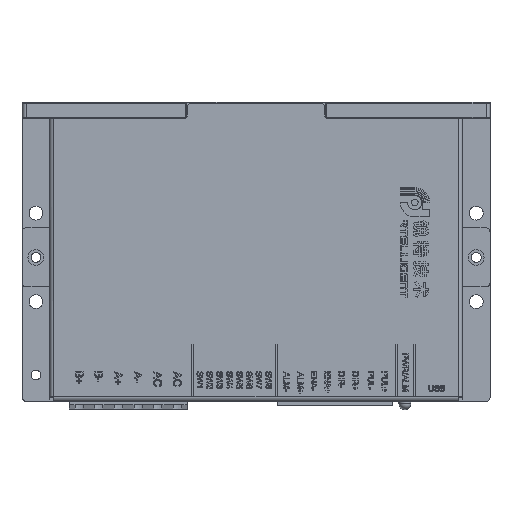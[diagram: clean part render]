
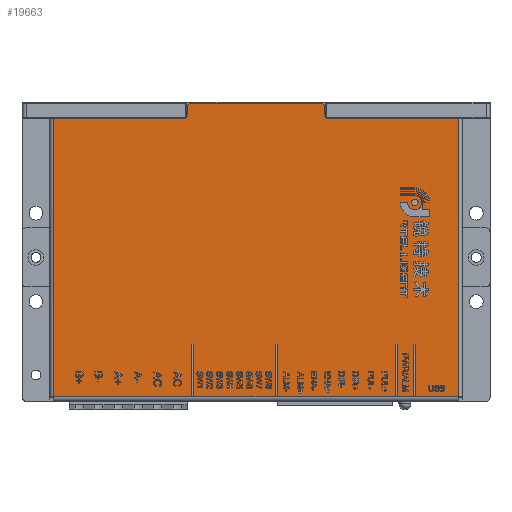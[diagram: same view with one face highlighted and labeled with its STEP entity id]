
A CAD part, top view. The second image highlights one B-rep face of the part: STEP entity #19663.
In plain terms, the highlighted planar face has unit normal (0, 0, 1).
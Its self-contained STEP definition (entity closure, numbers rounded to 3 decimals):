
#4592=DIRECTION('',(1.,0.,0.));
#4593=VECTOR('',#4592,33.4);
#4594=CARTESIAN_POINT('',(-51.425,34.,28.425));
#4595=LINE('',#4594,#4593);
#4678=DIRECTION('',(0.,-1.,0.));
#4679=VECTOR('',#4678,70.9);
#4680=CARTESIAN_POINT('',(-51.425,34.,28.425));
#4681=LINE('',#4680,#4679);
#4686=CARTESIAN_POINT('',(-18.025,34.5,28.425));
#4687=DIRECTION('',(0.,0.,-1.));
#4688=DIRECTION('',(1.,0.,0.));
#4689=AXIS2_PLACEMENT_3D('',#4686,#4687,#4688);
#4691=CARTESIAN_POINT('',(-16.525,36.75,28.425));
#4692=DIRECTION('',(0.,0.,1.));
#4693=DIRECTION('',(0.,1.,0.));
#4694=AXIS2_PLACEMENT_3D('',#4691,#4692,#4693);
#4696=DIRECTION('',(-1.,0.,0.));
#4697=VECTOR('',#4696,33.);
#4698=CARTESIAN_POINT('',(16.475,37.75,28.425));
#4699=LINE('',#4698,#4697);
#4700=CARTESIAN_POINT('',(16.475,36.75,28.425));
#4701=DIRECTION('',(0.,0.,1.));
#4702=DIRECTION('',(1.,0.,0.));
#4703=AXIS2_PLACEMENT_3D('',#4700,#4701,#4702);
#4705=CARTESIAN_POINT('',(17.975,34.5,28.425));
#4706=DIRECTION('',(0.,0.,-1.));
#4707=DIRECTION('',(0.,-1.,0.));
#4708=AXIS2_PLACEMENT_3D('',#4705,#4706,#4707);
#4710=CARTESIAN_POINT('',(-18.025,34.5,28.425));
#4711=DIRECTION('',(0.,0.,-1.));
#4712=DIRECTION('',(0.432,-0.902,0.));
#4713=AXIS2_PLACEMENT_3D('',#4710,#4711,#4712);
#4715=CARTESIAN_POINT('',(-17.85,34.2,28.425));
#4716=DIRECTION('',(0.,0.,-1.));
#4717=DIRECTION('',(0.706,-0.708,0.));
#4718=AXIS2_PLACEMENT_3D('',#4715,#4716,#4717);
#4897=DIRECTION('',(1.,0.,0.));
#4898=VECTOR('',#4897,33.4);
#4899=CARTESIAN_POINT('',(17.975,34.,28.425));
#4900=LINE('',#4899,#4898);
#4905=DIRECTION('',(0.,1.,0.));
#4906=VECTOR('',#4905,70.9);
#4907=CARTESIAN_POINT('',(51.375,-36.9,28.425));
#4908=LINE('',#4907,#4906);
#5109=DIRECTION('',(1.,0.,0.));
#5110=VECTOR('',#5109,102.8);
#5111=CARTESIAN_POINT('',(-51.425,-36.9,28.425));
#5112=LINE('',#5111,#5110);
#7304=DIRECTION('',(0.,-1.,0.));
#7305=VECTOR('',#7304,2.25);
#7306=CARTESIAN_POINT('',(17.475,36.75,28.425));
#7307=LINE('',#7306,#7305);
#7336=DIRECTION('',(0.,1.,0.));
#7337=VECTOR('',#7336,2.25);
#7338=CARTESIAN_POINT('',(-17.525,34.5,28.425));
#7339=LINE('',#7338,#7337);
#10004=CARTESIAN_POINT('',(-51.425,-36.9,28.425));
#10006=VERTEX_POINT('',#10004);
#10022=CARTESIAN_POINT('',(16.475,37.75,28.425));
#10023=CARTESIAN_POINT('',(-16.525,37.75,28.425));
#10024=VERTEX_POINT('',#10022);
#10025=VERTEX_POINT('',#10023);
#10026=CARTESIAN_POINT('',(17.975,34.,28.425));
#10027=CARTESIAN_POINT('',(51.375,34.,28.425));
#10028=VERTEX_POINT('',#10026);
#10029=VERTEX_POINT('',#10027);
#10030=CARTESIAN_POINT('',(51.375,-36.9,28.425));
#10031=VERTEX_POINT('',#10030);
#10032=CARTESIAN_POINT('',(-51.425,34.,28.425));
#10033=VERTEX_POINT('',#10032);
#10034=CARTESIAN_POINT('',(-18.025,34.,28.425));
#10035=VERTEX_POINT('',#10034);
#10036=CARTESIAN_POINT('',(-17.525,34.5,28.425));
#10037=CARTESIAN_POINT('',(-17.525,36.75,28.425));
#10038=VERTEX_POINT('',#10036);
#10039=VERTEX_POINT('',#10037);
#10040=CARTESIAN_POINT('',(17.475,36.75,28.425));
#10041=VERTEX_POINT('',#10040);
#10042=CARTESIAN_POINT('',(17.475,34.5,28.425));
#10043=VERTEX_POINT('',#10042);
#10926=CARTESIAN_POINT('',(-17.739,34.089,
28.425));
#10927=CARTESIAN_POINT('',(-17.808,34.049,
28.425));
#10928=VERTEX_POINT('',#10926);
#10929=VERTEX_POINT('',#10927);
#19632=CARTESIAN_POINT('',(-0.025,0.425,28.425));
#19633=DIRECTION('',(0.,0.,1.));
#19634=DIRECTION('',(1.,0.,0.));
#19635=AXIS2_PLACEMENT_3D('',#19632,#19633,#19634);
#19636=PLANE('',#19635);
#19638=ORIENTED_EDGE('',*,*,#19637,.F.);
#19639=ORIENTED_EDGE('',*,*,#19447,.F.);
#19641=ORIENTED_EDGE('',*,*,#19640,.T.);
#19643=ORIENTED_EDGE('',*,*,#19642,.F.);
#19645=ORIENTED_EDGE('',*,*,#19644,.F.);
#19647=ORIENTED_EDGE('',*,*,#19646,.F.);
#19649=ORIENTED_EDGE('',*,*,#19648,.T.);
#19651=ORIENTED_EDGE('',*,*,#19650,.F.);
#19653=ORIENTED_EDGE('',*,*,#19652,.T.);
#19655=ORIENTED_EDGE('',*,*,#19654,.F.);
#19657=ORIENTED_EDGE('',*,*,#19656,.F.);
#19658=ORIENTED_EDGE('',*,*,#19618,.F.);
#19659=ORIENTED_EDGE('',*,*,#19422,.T.);
#19660=ORIENTED_EDGE('',*,*,#19468,.F.);
#19661=EDGE_LOOP('',(#19638,#19639,#19641,#19643,#19645,#19647,#19649,#19651,
#19653,#19655,#19657,#19658,#19659,#19660));
#19662=FACE_OUTER_BOUND('',#19661,.F.);
#19663=ADVANCED_FACE('',(#19662),#19636,.T.);
#4690=CIRCLE('',#4689,0.5);
#4695=CIRCLE('',#4694,1.);
#4704=CIRCLE('',#4703,1.);
#4709=CIRCLE('',#4708,0.5);
#4714=CIRCLE('',#4713,0.5);
#4719=CIRCLE('',#4718,0.156);
#19422=EDGE_CURVE('',#10033,#10035,#4595,.T.);
#19447=EDGE_CURVE('',#10038,#10928,#4690,.T.);
#19468=EDGE_CURVE('',#10929,#10035,#4714,.T.);
#19618=EDGE_CURVE('',#10033,#10006,#4681,.T.);
#19637=EDGE_CURVE('',#10928,#10929,#4719,.T.);
#19640=EDGE_CURVE('',#10038,#10039,#7339,.T.);
#19642=EDGE_CURVE('',#10025,#10039,#4695,.T.);
#19644=EDGE_CURVE('',#10024,#10025,#4699,.T.);
#19646=EDGE_CURVE('',#10041,#10024,#4704,.T.);
#19648=EDGE_CURVE('',#10041,#10043,#7307,.T.);
#19650=EDGE_CURVE('',#10028,#10043,#4709,.T.);
#19652=EDGE_CURVE('',#10028,#10029,#4900,.T.);
#19654=EDGE_CURVE('',#10031,#10029,#4908,.T.);
#19656=EDGE_CURVE('',#10006,#10031,#5112,.T.);
